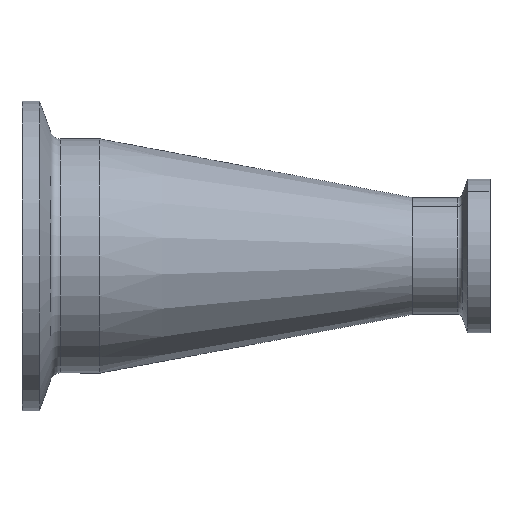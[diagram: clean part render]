
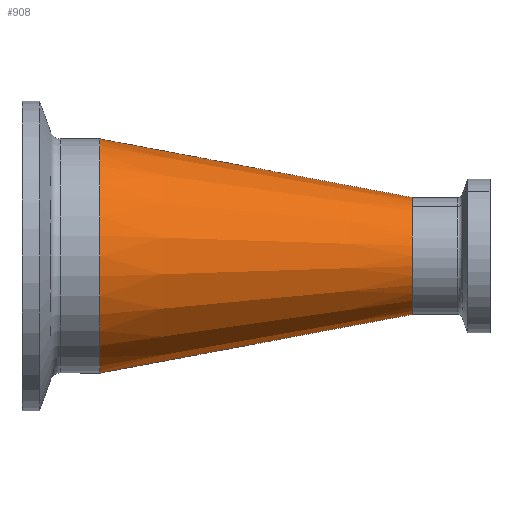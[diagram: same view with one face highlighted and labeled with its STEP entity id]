
A CAD part, left-side view. The second image highlights one B-rep face of the part: STEP entity #908.
In plain terms, the highlighted conical face has half-angle 10.62 degrees and reference radius 9.525 mm.
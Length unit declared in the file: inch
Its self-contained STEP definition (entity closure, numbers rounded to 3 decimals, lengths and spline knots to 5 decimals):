
#2 = CARTESIAN_POINT ( 'NONE',  ( 0., 0., 0. ) ) ;
#14 = VECTOR ( 'NONE', #379, 39.37008 ) ;
#47 = AXIS2_PLACEMENT_3D ( 'NONE', #2, #1083, #273 ) ;
#55 = AXIS2_PLACEMENT_3D ( 'NONE', #325, #487, #339 ) ;
#63 = VERTEX_POINT ( 'NONE', #138 ) ;
#110 = CARTESIAN_POINT ( 'NONE',  ( 0., 0., 0.375 ) ) ;
#137 = LINE ( 'NONE', #1046, #14 ) ;
#138 = CARTESIAN_POINT ( 'NONE',  ( 0., 0., 0.375 ) ) ;
#162 = VERTEX_POINT ( 'NONE', #837 ) ;
#173 = ORIENTED_EDGE ( 'NONE', *, *, #1677, .F. ) ;
#251 = CIRCLE ( 'NONE', #1410, 0.375 ) ;
#273 = DIRECTION ( 'NONE',  ( 0., 0., 1. ) ) ;
#296 = EDGE_CURVE ( 'NONE', #1590, #63, #251, .T. ) ;
#325 = CARTESIAN_POINT ( 'NONE',  ( 0., 2., 0. ) ) ;
#334 = ORIENTED_EDGE ( 'NONE', *, *, #1665, .T. ) ;
#339 = DIRECTION ( 'NONE',  ( 0., 0., 1. ) ) ;
#379 = DIRECTION ( 'NONE',  ( 0., 0.983, -0.184 ) ) ;
#385 = EDGE_CURVE ( 'NONE', #529, #162, #738, .T. ) ;
#487 = DIRECTION ( 'NONE',  ( 0., 1., 0. ) ) ;
#529 = VERTEX_POINT ( 'NONE', #774 ) ;
#595 = DIRECTION ( 'NONE',  ( 0., 0., 1. ) ) ;
#714 = DIRECTION ( 'NONE',  ( 0., 1., 0. ) ) ;
#738 = CIRCLE ( 'NONE', #55, 0.75 ) ;
#774 = CARTESIAN_POINT ( 'NONE',  ( 0., 2., -0.75 ) ) ;
#836 = ORIENTED_EDGE ( 'NONE', *, *, #385, .F. ) ;
#837 = CARTESIAN_POINT ( 'NONE',  ( 0., 2., 0.75 ) ) ;
#850 = FACE_OUTER_BOUND ( 'NONE', #981, .T. ) ;
#873 = CARTESIAN_POINT ( 'NONE',  ( 0., 0., 0. ) ) ;
#908 = ADVANCED_FACE ( 'NONE', ( #850 ), #1649, .T. ) ;
#981 = EDGE_LOOP ( 'NONE', ( #173, #1190, #334, #836 ) ) ;
#1046 = CARTESIAN_POINT ( 'NONE',  ( 0., 0., -0.375 ) ) ;
#1083 = DIRECTION ( 'NONE',  ( 0., 1., 0. ) ) ;
#1190 = ORIENTED_EDGE ( 'NONE', *, *, #296, .T. ) ;
#1202 = LINE ( 'NONE', #110, #1578 ) ;
#1410 = AXIS2_PLACEMENT_3D ( 'NONE', #873, #714, #595 ) ;
#1540 = DIRECTION ( 'NONE',  ( 0., 0.983, 0.184 ) ) ;
#1578 = VECTOR ( 'NONE', #1540, 39.37008 ) ;
#1590 = VERTEX_POINT ( 'NONE', #1644 ) ;
#1644 = CARTESIAN_POINT ( 'NONE',  ( 0., 0., -0.375 ) ) ;
#1649 = CONICAL_SURFACE ( 'NONE', #47, 0.375, 0.185 ) ;
#1665 = EDGE_CURVE ( 'NONE', #63, #162, #1202, .T. ) ;
#1677 = EDGE_CURVE ( 'NONE', #1590, #529, #137, .T. ) ;
